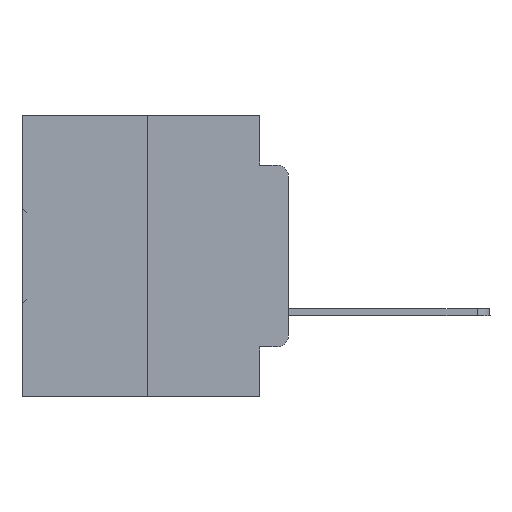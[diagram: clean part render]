
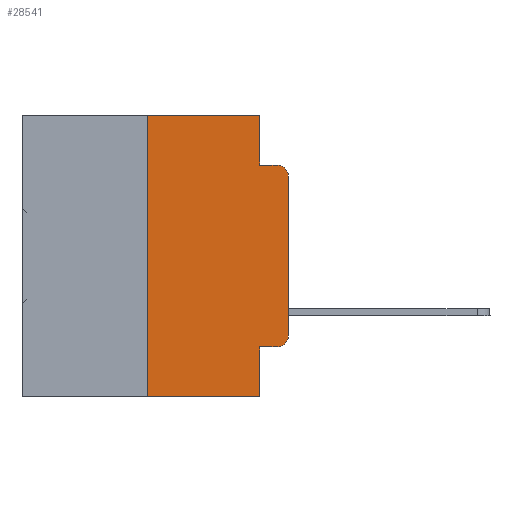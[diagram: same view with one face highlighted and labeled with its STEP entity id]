
A CAD part, left-side view. The second image highlights one B-rep face of the part: STEP entity #28541.
In plain terms, the highlighted planar face has unit normal (-1, 0, 0).
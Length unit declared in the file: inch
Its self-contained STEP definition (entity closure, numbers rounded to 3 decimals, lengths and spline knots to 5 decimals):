
#70 = LINE ( 'NONE', #18539, #1809 ) ;
#256 = DIRECTION ( 'NONE',  ( 0., 0., -1. ) ) ;
#524 = VECTOR ( 'NONE', #27687, 39.37008 ) ;
#814 = CARTESIAN_POINT ( 'NONE',  ( 0., 0.051, -0.0885 ) ) ;
#841 = CARTESIAN_POINT ( 'NONE',  ( 0., 0.473, 0. ) ) ;
#981 = ORIENTED_EDGE ( 'NONE', *, *, #27334, .T. ) ;
#1108 = VECTOR ( 'NONE', #17866, 39.37008 ) ;
#1809 = VECTOR ( 'NONE', #16189, 39.37008 ) ;
#2678 = VECTOR ( 'NONE', #13362, 39.37008 ) ;
#2681 = AXIS2_PLACEMENT_3D ( 'NONE', #8370, #3058, #16657 ) ;
#2758 = EDGE_CURVE ( 'NONE', #20682, #3262, #34352, .T. ) ;
#2848 = VERTEX_POINT ( 'NONE', #21366 ) ;
#3058 = DIRECTION ( 'NONE',  ( -1., 0., 0. ) ) ;
#3262 = VERTEX_POINT ( 'NONE', #18177 ) ;
#3450 = CARTESIAN_POINT ( 'NONE',  ( 0., 0.473, -0.5 ) ) ;
#3901 = LINE ( 'NONE', #25505, #31791 ) ;
#3958 = VECTOR ( 'NONE', #256, 39.37008 ) ;
#4495 = ORIENTED_EDGE ( 'NONE', *, *, #8613, .T. ) ;
#5213 = LINE ( 'NONE', #3450, #524 ) ;
#6134 = PLANE ( 'NONE',  #19259 ) ;
#6255 = DIRECTION ( 'NONE',  ( 0., 0., -1. ) ) ;
#6804 = CARTESIAN_POINT ( 'NONE',  ( 0., 0., -0.3915 ) ) ;
#7065 = CARTESIAN_POINT ( 'NONE',  ( 0., 0.051, 0. ) ) ;
#7384 = VERTEX_POINT ( 'NONE', #6804 ) ;
#8206 = VECTOR ( 'NONE', #13403, 39.37008 ) ;
#8329 = ORIENTED_EDGE ( 'NONE', *, *, #32732, .F. ) ;
#8370 = CARTESIAN_POINT ( 'NONE',  ( 0., 0.02, -0.3915 ) ) ;
#8447 = FACE_OUTER_BOUND ( 'NONE', #33925, .T. ) ;
#8613 = EDGE_CURVE ( 'NONE', #22493, #2848, #20187, .T. ) ;
#9686 = CARTESIAN_POINT ( 'NONE',  ( 0., 0.051, -0.4115 ) ) ;
#10088 = EDGE_CURVE ( 'NONE', #3262, #23634, #22127, .T. ) ;
#10208 = ORIENTED_EDGE ( 'NONE', *, *, #33638, .T. ) ;
#13362 = DIRECTION ( 'NONE',  ( 0., 0., 1. ) ) ;
#13403 = DIRECTION ( 'NONE',  ( 0., -1., 0. ) ) ;
#13785 = VERTEX_POINT ( 'NONE', #24566 ) ;
#15586 = CARTESIAN_POINT ( 'NONE',  ( 0., 0.473, 0. ) ) ;
#15905 = ORIENTED_EDGE ( 'NONE', *, *, #10088, .F. ) ;
#15964 = CARTESIAN_POINT ( 'NONE',  ( 0., 0., -0.1085 ) ) ;
#16148 = CARTESIAN_POINT ( 'NONE',  ( 0., 0.25, -0.5 ) ) ;
#16189 = DIRECTION ( 'NONE',  ( 0., -1., 0. ) ) ;
#16589 = CIRCLE ( 'NONE', #2681, 0.02 ) ;
#16657 = DIRECTION ( 'NONE',  ( 0., 0., -1. ) ) ;
#16801 = CARTESIAN_POINT ( 'NONE',  ( 0., 0.051, 0. ) ) ;
#17433 = CARTESIAN_POINT ( 'NONE',  ( 0., 0.02, -0.1085 ) ) ;
#17595 = VERTEX_POINT ( 'NONE', #814 ) ;
#17866 = DIRECTION ( 'NONE',  ( 0., 0., 1. ) ) ;
#17957 = ORIENTED_EDGE ( 'NONE', *, *, #18076, .F. ) ;
#18076 = EDGE_CURVE ( 'NONE', #23634, #17595, #3901, .T. ) ;
#18177 = CARTESIAN_POINT ( 'NONE',  ( 0., 0.25, 0. ) ) ;
#18539 = CARTESIAN_POINT ( 'NONE',  ( 0., 0.051, -0.0885 ) ) ;
#19112 = CARTESIAN_POINT ( 'NONE',  ( 0., 0.02, -0.4115 ) ) ;
#19259 = AXIS2_PLACEMENT_3D ( 'NONE', #841, #19731, #6255 ) ;
#19731 = DIRECTION ( 'NONE',  ( 1., 0., 0. ) ) ;
#19952 = DIRECTION ( 'NONE',  ( 0., 0., -1. ) ) ;
#20187 = CIRCLE ( 'NONE', #24459, 0.02 ) ;
#20376 = VERTEX_POINT ( 'NONE', #19112 ) ;
#20682 = VERTEX_POINT ( 'NONE', #16148 ) ;
#21143 = CARTESIAN_POINT ( 'NONE',  ( 0., 0.25, 0. ) ) ;
#21366 = CARTESIAN_POINT ( 'NONE',  ( 0., 0.02, -0.0885 ) ) ;
#22127 = LINE ( 'NONE', #15586, #8206 ) ;
#22493 = VERTEX_POINT ( 'NONE', #15964 ) ;
#22625 = LINE ( 'NONE', #23264, #1108 ) ;
#23113 = ORIENTED_EDGE ( 'NONE', *, *, #2758, .F. ) ;
#23264 = CARTESIAN_POINT ( 'NONE',  ( 0., 0., 0. ) ) ;
#23634 = VERTEX_POINT ( 'NONE', #7065 ) ;
#23859 = CARTESIAN_POINT ( 'NONE',  ( 0., 0.051, -0.4115 ) ) ;
#24459 = AXIS2_PLACEMENT_3D ( 'NONE', #17433, #33479, #34079 ) ;
#24566 = CARTESIAN_POINT ( 'NONE',  ( 0., 0.051, -0.5 ) ) ;
#24669 = EDGE_CURVE ( 'NONE', #20376, #7384, #16589, .T. ) ;
#25071 = LINE ( 'NONE', #9686, #33516 ) ;
#25160 = EDGE_CURVE ( 'NONE', #17595, #2848, #70, .T. ) ;
#25505 = CARTESIAN_POINT ( 'NONE',  ( 0., 0.051, 0. ) ) ;
#27334 = EDGE_CURVE ( 'NONE', #20682, #13785, #5213, .T. ) ;
#27687 = DIRECTION ( 'NONE',  ( 0., -1., 0. ) ) ;
#28200 = ORIENTED_EDGE ( 'NONE', *, *, #25160, .F. ) ;
#28541 = ADVANCED_FACE ( 'NONE', ( #8447 ), #6134, .F. ) ;
#30490 = EDGE_CURVE ( 'NONE', #7384, #22493, #22625, .T. ) ;
#30547 = ORIENTED_EDGE ( 'NONE', *, *, #30490, .T. ) ;
#31398 = VERTEX_POINT ( 'NONE', #23859 ) ;
#31791 = VECTOR ( 'NONE', #19952, 39.37008 ) ;
#32732 = EDGE_CURVE ( 'NONE', #31398, #13785, #33089, .T. ) ;
#33089 = LINE ( 'NONE', #16801, #3958 ) ;
#33479 = DIRECTION ( 'NONE',  ( -1., 0., 0. ) ) ;
#33516 = VECTOR ( 'NONE', #34119, 39.37008 ) ;
#33638 = EDGE_CURVE ( 'NONE', #31398, #20376, #25071, .T. ) ;
#33925 = EDGE_LOOP ( 'NONE', ( #30547, #4495, #28200, #17957, #15905, #23113, #981, #8329, #10208, #34234 ) ) ;
#34079 = DIRECTION ( 'NONE',  ( 0., 0., -1. ) ) ;
#34119 = DIRECTION ( 'NONE',  ( 0., -1., 0. ) ) ;
#34234 = ORIENTED_EDGE ( 'NONE', *, *, #24669, .T. ) ;
#34352 = LINE ( 'NONE', #21143, #2678 ) ;
